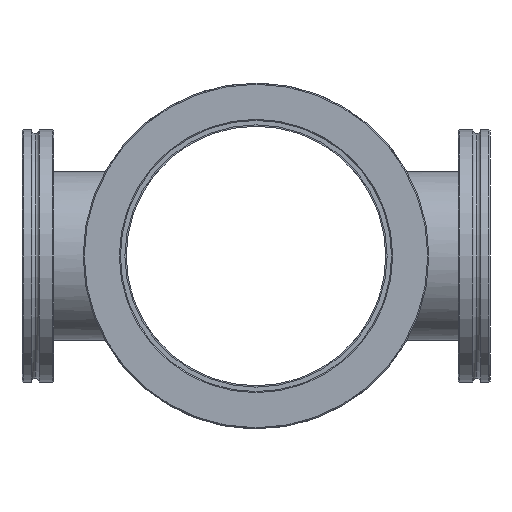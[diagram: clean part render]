
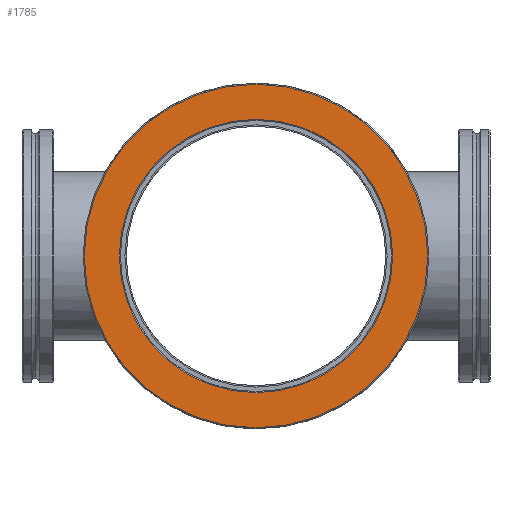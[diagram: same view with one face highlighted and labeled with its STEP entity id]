
A CAD part, left-side view. The second image highlights one B-rep face of the part: STEP entity #1785.
In plain terms, the highlighted face is planar.
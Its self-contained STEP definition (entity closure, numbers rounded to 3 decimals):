
#5 = AXIS2_PLACEMENT_3D ( 'NONE', #638, #2248, #870 ) ;
#27 = AXIS2_PLACEMENT_3D ( 'NONE', #1092, #2686, #1331 ) ;
#112 = AXIS2_PLACEMENT_3D ( 'NONE', #1083, #2680, #1327 ) ;
#205 = PLANE ( 'NONE',  #2253 ) ;
#251 = VERTEX_POINT ( 'NONE', #1662 ) ;
#352 = ORIENTED_EDGE ( 'NONE', *, *, #2712, .T. ) ;
#399 = CIRCLE ( 'NONE', #5, 51.4 ) ;
#480 = CIRCLE ( 'NONE', #112, 64.6 ) ;
#638 = CARTESIAN_POINT ( 'NONE',  ( 0., 0., 0. ) ) ;
#672 = DIRECTION ( 'NONE',  ( 0., 0., -1. ) ) ;
#773 = VERTEX_POINT ( 'NONE', #1826 ) ;
#775 = AXIS2_PLACEMENT_3D ( 'NONE', #865, #2474, #1105 ) ;
#816 = CARTESIAN_POINT ( 'NONE',  ( 0., 0., 51.4 ) ) ;
#851 = CARTESIAN_POINT ( 'NONE',  ( 0., 0., -51.4 ) ) ;
#865 = CARTESIAN_POINT ( 'NONE',  ( 0., 0., 0. ) ) ;
#870 = DIRECTION ( 'NONE',  ( 0., 0., -1. ) ) ;
#1083 = CARTESIAN_POINT ( 'NONE',  ( 0., 0., 0. ) ) ;
#1092 = CARTESIAN_POINT ( 'NONE',  ( 0., 0., 0. ) ) ;
#1105 = DIRECTION ( 'NONE',  ( 0., 0., -1. ) ) ;
#1156 = FACE_BOUND ( 'NONE', #1518, .T. ) ;
#1262 = ORIENTED_EDGE ( 'NONE', *, *, #2929, .T. ) ;
#1291 = EDGE_CURVE ( 'NONE', #1911, #1639, #399, .T. ) ;
#1327 = DIRECTION ( 'NONE',  ( 0., 0., -1. ) ) ;
#1331 = DIRECTION ( 'NONE',  ( 0., 0., -1. ) ) ;
#1333 = CARTESIAN_POINT ( 'NONE',  ( -51., 0., 0. ) ) ;
#1361 = ORIENTED_EDGE ( 'NONE', *, *, #1882, .T. ) ;
#1518 = EDGE_LOOP ( 'NONE', ( #2143, #1361 ) ) ;
#1564 = EDGE_LOOP ( 'NONE', ( #1262, #352 ) ) ;
#1639 = VERTEX_POINT ( 'NONE', #816 ) ;
#1662 = CARTESIAN_POINT ( 'NONE',  ( 0., 0., 64.6 ) ) ;
#1674 = FACE_OUTER_BOUND ( 'NONE', #1564, .T. ) ;
#1785 = ADVANCED_FACE ( 'NONE', ( #1156, #1674 ), #205, .T. ) ;
#1826 = CARTESIAN_POINT ( 'NONE',  ( 0., 0., -64.6 ) ) ;
#1882 = EDGE_CURVE ( 'NONE', #1639, #1911, #2687, .T. ) ;
#1900 = CIRCLE ( 'NONE', #775, 64.6 ) ;
#1911 = VERTEX_POINT ( 'NONE', #851 ) ;
#2143 = ORIENTED_EDGE ( 'NONE', *, *, #1291, .T. ) ;
#2248 = DIRECTION ( 'NONE',  ( 0., 1., 0. ) ) ;
#2253 = AXIS2_PLACEMENT_3D ( 'NONE', #1333, #2464, #672 ) ;
#2464 = DIRECTION ( 'NONE',  ( 0., -1., 0. ) ) ;
#2474 = DIRECTION ( 'NONE',  ( 0., -1., 0. ) ) ;
#2680 = DIRECTION ( 'NONE',  ( 0., -1., 0. ) ) ;
#2686 = DIRECTION ( 'NONE',  ( 0., 1., 0. ) ) ;
#2687 = CIRCLE ( 'NONE', #27, 51.4 ) ;
#2712 = EDGE_CURVE ( 'NONE', #773, #251, #1900, .T. ) ;
#2929 = EDGE_CURVE ( 'NONE', #251, #773, #480, .T. ) ;
